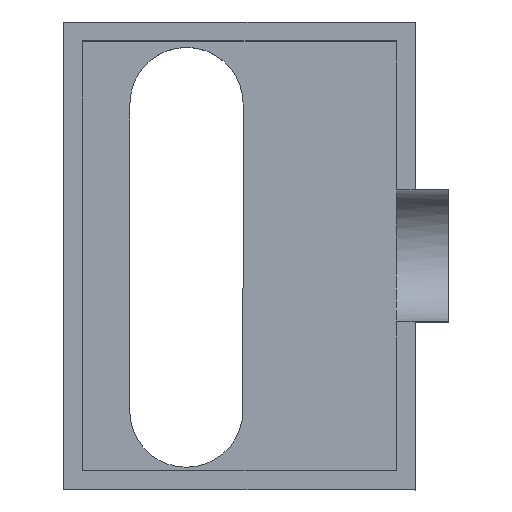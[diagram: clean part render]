
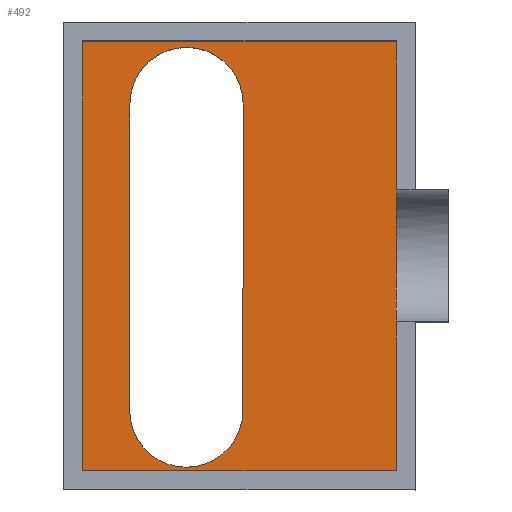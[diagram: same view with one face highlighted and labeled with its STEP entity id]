
A CAD part, top view. The second image highlights one B-rep face of the part: STEP entity #492.
In plain terms, the highlighted planar face has unit normal (0, 0, 1).
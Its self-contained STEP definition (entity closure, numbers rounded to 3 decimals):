
#333 = VERTEX_POINT('',#334);
#334 = CARTESIAN_POINT('',(4.397,-3.252,1.));
#340 = EDGE_CURVE('',#333,#341,#343,.T.);
#341 = VERTEX_POINT('',#342);
#342 = CARTESIAN_POINT('',(4.403,3.248,1.));
#343 = LINE('',#344,#345);
#344 = CARTESIAN_POINT('',(4.397,-3.252,1.));
#345 = VECTOR('',#346,1.);
#346 = DIRECTION('',(0.001,1.,0.));
#363 = VERTEX_POINT('',#364);
#364 = CARTESIAN_POINT('',(1.997,-3.25,1.));
#372 = EDGE_CURVE('',#363,#333,#373,.T.);
#373 = CIRCLE('',#374,1.2);
#374 = AXIS2_PLACEMENT_3D('',#375,#376,#377);
#375 = CARTESIAN_POINT('',(3.197,-3.251,1.));
#376 = DIRECTION('',(0.,0.,1.));
#377 = DIRECTION('',(1.,0.,0.));
#390 = VERTEX_POINT('',#391);
#391 = CARTESIAN_POINT('',(2.003,3.25,1.));
#397 = EDGE_CURVE('',#341,#390,#398,.T.);
#398 = CIRCLE('',#399,1.2);
#399 = AXIS2_PLACEMENT_3D('',#400,#401,#402);
#400 = CARTESIAN_POINT('',(3.203,3.249,1.));
#401 = DIRECTION('',(0.,0.,1.));
#402 = DIRECTION('',(1.,0.,0.));
#414 = EDGE_CURVE('',#363,#390,#415,.T.);
#415 = LINE('',#416,#417);
#416 = CARTESIAN_POINT('',(1.997,-3.25,1.));
#417 = VECTOR('',#418,1.);
#418 = DIRECTION('',(0.001,1.,0.));
#492 = ADVANCED_FACE('',(#493,#527),#533,.T.);
#493 = FACE_BOUND('',#494,.T.);
#494 = EDGE_LOOP('',(#495,#505,#513,#521));
#495 = ORIENTED_EDGE('',*,*,#496,.F.);
#496 = EDGE_CURVE('',#497,#499,#501,.T.);
#497 = VERTEX_POINT('',#498);
#498 = CARTESIAN_POINT('',(1.,-4.532,1.));
#499 = VERTEX_POINT('',#500);
#500 = CARTESIAN_POINT('',(1.,4.583,1.));
#501 = LINE('',#502,#503);
#502 = CARTESIAN_POINT('',(1.,-5.832,1.));
#503 = VECTOR('',#504,1.);
#504 = DIRECTION('',(0.,1.,0.));
#505 = ORIENTED_EDGE('',*,*,#506,.T.);
#506 = EDGE_CURVE('',#497,#507,#509,.T.);
#507 = VERTEX_POINT('',#508);
#508 = CARTESIAN_POINT('',(7.65,-4.532,1.));
#509 = LINE('',#510,#511);
#510 = CARTESIAN_POINT('',(6.65,-4.532,1.));
#511 = VECTOR('',#512,1.);
#512 = DIRECTION('',(1.,0.,0.));
#513 = ORIENTED_EDGE('',*,*,#514,.F.);
#514 = EDGE_CURVE('',#515,#507,#517,.T.);
#515 = VERTEX_POINT('',#516);
#516 = CARTESIAN_POINT('',(7.65,4.583,1.));
#517 = LINE('',#518,#519);
#518 = CARTESIAN_POINT('',(7.65,4.583,1.));
#519 = VECTOR('',#520,1.);
#520 = DIRECTION('',(0.,-1.,0.));
#521 = ORIENTED_EDGE('',*,*,#522,.T.);
#522 = EDGE_CURVE('',#515,#499,#523,.T.);
#523 = LINE('',#524,#525);
#524 = CARTESIAN_POINT('',(2.265,4.583,1.));
#525 = VECTOR('',#526,1.);
#526 = DIRECTION('',(-1.,0.,0.));
#527 = FACE_BOUND('',#528,.T.);
#528 = EDGE_LOOP('',(#529,#530,#531,#532));
#529 = ORIENTED_EDGE('',*,*,#340,.F.);
#530 = ORIENTED_EDGE('',*,*,#372,.F.);
#531 = ORIENTED_EDGE('',*,*,#414,.T.);
#532 = ORIENTED_EDGE('',*,*,#397,.F.);
#533 = PLANE('',#534);
#534 = AXIS2_PLACEMENT_3D('',#535,#536,#537);
#535 = CARTESIAN_POINT('',(4.325,0.026,1.));
#536 = DIRECTION('',(0.,0.,1.));
#537 = DIRECTION('',(1.,0.,0.));
